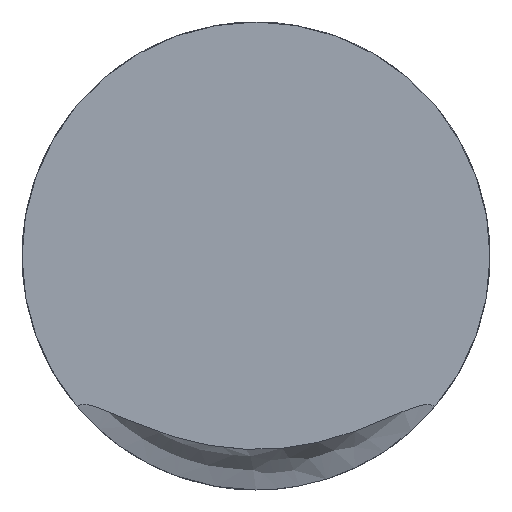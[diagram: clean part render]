
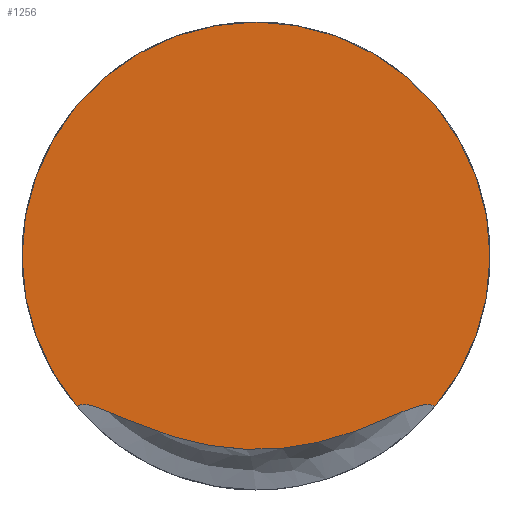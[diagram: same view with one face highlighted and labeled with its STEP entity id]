
A CAD part, front view. The second image highlights one B-rep face of the part: STEP entity #1256.
In plain terms, the highlighted planar face has unit normal (0, -1, 0).
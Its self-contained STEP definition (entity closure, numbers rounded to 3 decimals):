
#49 = VERTEX_POINT ( 'NONE', #4087 ) ;
#78 = EDGE_CURVE ( 'NONE', #1100, #49, #2181, .T. ) ;
#82 = EDGE_LOOP ( 'NONE', ( #1741, #6129, #5585 ) ) ;
#88 = CIRCLE ( 'NONE', #1021, 8. ) ;
#96 = EDGE_CURVE ( 'NONE', #49, #1738, #7143, .T. ) ;
#204 = CARTESIAN_POINT ( 'NONE',  ( 0.262, 0., -6.615 ) ) ;
#269 = CARTESIAN_POINT ( 'NONE',  ( 5.999, 0., -5.089 ) ) ;
#305 = CARTESIAN_POINT ( 'NONE',  ( 1.325, 0., -6.523 ) ) ;
#427 = DIRECTION ( 'NONE',  ( 0., 1., 0. ) ) ;
#713 = DIRECTION ( 'NONE',  ( 0., 0., 1. ) ) ;
#856 = CARTESIAN_POINT ( 'NONE',  ( -0.536, 0., -6.615 ) ) ;
#977 = CARTESIAN_POINT ( 'NONE',  ( 0., 0., 8. ) ) ;
#1021 = AXIS2_PLACEMENT_3D ( 'NONE', #4921, #4263, #4371 ) ;
#1100 = VERTEX_POINT ( 'NONE', #977 ) ;
#1256 = ADVANCED_FACE ( 'NONE', ( #6033 ), #3178, .F. ) ;
#1343 = CARTESIAN_POINT ( 'NONE',  ( -4.117, 0., -5.709 ) ) ;
#1376 = CARTESIAN_POINT ( 'NONE',  ( -3.625, 0., -5.915 ) ) ;
#1447 = CARTESIAN_POINT ( 'NONE',  ( 6.118, 0., -5.154 ) ) ;
#1738 = VERTEX_POINT ( 'NONE', #4854 ) ;
#1741 = ORIENTED_EDGE ( 'NONE', *, *, #96, .F. ) ;
#1778 = DIRECTION ( 'NONE',  ( 0., 1., 0. ) ) ;
#1895 = CARTESIAN_POINT ( 'NONE',  ( 5.601, 0., -5.109 ) ) ;
#1962 = CARTESIAN_POINT ( 'NONE',  ( -5.602, 0., -5.108 ) ) ;
#1996 = CARTESIAN_POINT ( 'NONE',  ( 3.622, 0., -5.916 ) ) ;
#2181 = CIRCLE ( 'NONE', #6284, 8. ) ;
#2362 = CARTESIAN_POINT ( 'NONE',  ( 0., 0., 0. ) ) ;
#2441 = CARTESIAN_POINT ( 'NONE',  ( -5.866, 0., -5.073 ) ) ;
#2472 = CARTESIAN_POINT ( 'NONE',  ( 2.617, 0., -6.254 ) ) ;
#2507 = CARTESIAN_POINT ( 'NONE',  ( 4.116, 0., -5.71 ) ) ;
#3178 = PLANE ( 'NONE',  #3811 ) ;
#3452 = EDGE_CURVE ( 'NONE', #1738, #1100, #88, .T. ) ;
#3577 = CARTESIAN_POINT ( 'NONE',  ( -1.06, 0., -6.568 ) ) ;
#3610 = CARTESIAN_POINT ( 'NONE',  ( -6.118, 0., -5.154 ) ) ;
#3678 = CARTESIAN_POINT ( 'NONE',  ( -6., 0., -5.089 ) ) ;
#3811 = AXIS2_PLACEMENT_3D ( 'NONE', #5451, #427, #4356 ) ;
#4087 = CARTESIAN_POINT ( 'NONE',  ( 6.118, 0., -5.154 ) ) ;
#4131 = CARTESIAN_POINT ( 'NONE',  ( 2.106, 0., -6.388 ) ) ;
#4195 = CARTESIAN_POINT ( 'NONE',  ( 5.095, 0., -5.283 ) ) ;
#4232 = CARTESIAN_POINT ( 'NONE',  ( 5.798, 0., -5.078 ) ) ;
#4263 = DIRECTION ( 'NONE',  ( 0., 1., 0. ) ) ;
#4356 = DIRECTION ( 'NONE',  ( 0., 0., 1. ) ) ;
#4371 = DIRECTION ( 'NONE',  ( 0., 0., 1. ) ) ;
#4684 = CARTESIAN_POINT ( 'NONE',  ( 5.472, 0., -5.149 ) ) ;
#4715 = CARTESIAN_POINT ( 'NONE',  ( 1.062, 0., -6.557 ) ) ;
#4750 = CARTESIAN_POINT ( 'NONE',  ( 5.866, 0., -5.073 ) ) ;
#4785 = CARTESIAN_POINT ( 'NONE',  ( -5.8, 0., -5.078 ) ) ;
#4854 = CARTESIAN_POINT ( 'NONE',  ( -6.118, 0., -5.154 ) ) ;
#4921 = CARTESIAN_POINT ( 'NONE',  ( 0., 0., 0. ) ) ;
#5232 = CARTESIAN_POINT ( 'NONE',  ( -2.098, 0., -6.389 ) ) ;
#5332 = CARTESIAN_POINT ( 'NONE',  ( 0.531, 0., -6.603 ) ) ;
#5451 = CARTESIAN_POINT ( 'NONE',  ( 0., 0., 0. ) ) ;
#5585 = ORIENTED_EDGE ( 'NONE', *, *, #3452, .F. ) ;
#5844 = CARTESIAN_POINT ( 'NONE',  ( 4.851, 0., -5.392 ) ) ;
#6033 = FACE_OUTER_BOUND ( 'NONE', #82, .T. ) ;
#6129 = ORIENTED_EDGE ( 'NONE', *, *, #78, .F. ) ;
#6284 = AXIS2_PLACEMENT_3D ( 'NONE', #2362, #1778, #713 ) ;
#6364 = CARTESIAN_POINT ( 'NONE',  ( -5.097, 0., -5.282 ) ) ;
#6395 = CARTESIAN_POINT ( 'NONE',  ( -2.611, 0., -6.255 ) ) ;
#6428 = CARTESIAN_POINT ( 'NONE',  ( 6.067, 0., -5.111 ) ) ;
#6461 = CARTESIAN_POINT ( 'NONE',  ( -4.853, 0., -5.391 ) ) ;
#6912 = CARTESIAN_POINT ( 'NONE',  ( -5.474, 0., -5.148 ) ) ;
#6979 = CARTESIAN_POINT ( 'NONE',  ( -6.067, 0., -5.111 ) ) ;
#7143 = B_SPLINE_CURVE_WITH_KNOTS ( 'NONE', 3,
 ( #1447, #6428, #269, #4750, #4232, #1895, #4684, #4195, #5844, #2507, #1996, #2472, #4131, #305, #4715, #5332, #204, #856, #3577, #5232, #6395, #1376, #1343, #6461, #6364, #6912, #1962, #4785, #2441, #3678, #6979, #3610 ),
 .UNSPECIFIED., .F., .F.,
 ( 4, 2, 2, 2, 2, 2, 2, 2, 2, 2, 2, 2, 2, 2, 2, 4 ),
 ( 0.004, 0.004, 0.004, 0.004, 0.005, 0.007, 0.008, 0.009, 0.01, 0.012, 0.013, 0.015, 0.015, 0.016, 0.016, 0.016 ),
 .UNSPECIFIED. ) ;
